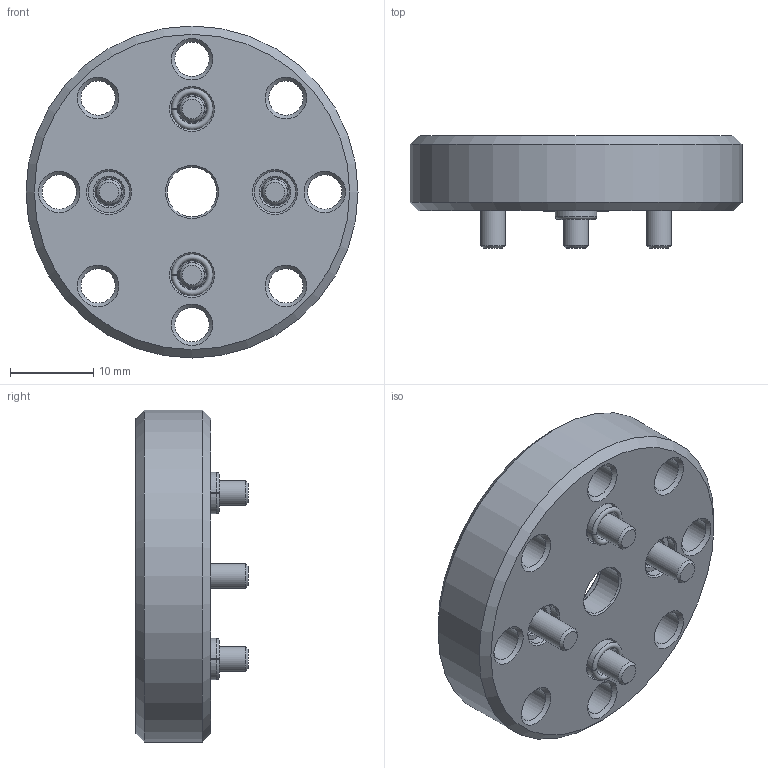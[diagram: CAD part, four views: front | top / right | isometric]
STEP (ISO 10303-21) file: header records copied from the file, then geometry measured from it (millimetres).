
FILE_DESCRIPTION(/* description */ ('STEP AP214'),/* implementation_level */ '2;1');
FILE_NAME(/* name */ '8163621_DARF-Q13-12-1',/* time_stamp */ '2024-08-14T15:17:01+02:00',/* author */ ('License CC BY-ND 4.0'),/* organization */ ('CADENAS'),/* preprocessor_version */ 'ST-DEVELOPER v19.3',/* originating_system */ 'PARTsolutions',/* authorisation */ ' ');
FILE_SCHEMA (('AUTOMOTIVE_DESIGN {1 0 10303 214 3 1 1}'));
Length unit declared in the file: millimetre
Products named in the file (4): 8163621 DARF-Q13-12-1---(400); 8163621 DARF-Q13-12-1---(400p); ISO 14579 M3x8(F); 8146543 ZBH-5-B
Assembly tree (7 placements, depth 2):
  8163621 DARF-Q13-12-1---(400)
    8163621 DARF-Q13-12-1---(400p)
    ISO 14579 M3x8(F)  x4
    8146543 ZBH-5-B  x2
Bounding box: 40 x 13.5 x 40 mm (x, y, z)
Volume: 8302.5 mm3; surface area: 5616.2 mm2
Topology: 7 solids, 7 shells, 218 faces, 499 edges, 305 vertices
Faces by surface type: cylinder 92, cone 80, plane 30, torus 16
Full cylindrical faces by diameter (mm): 3 x4, 3.4 x4, 4.134 x8, 5 x4, 5.5 x4, 6 x1, 40 x1
Entity records: 3335 total; most frequent: CARTESIAN_POINT 657, DIRECTION 564, ORIENTED_EDGE 428, AXIS2_PLACEMENT_3D 262, FACE_BOUND 215, EDGE_CURVE 214, EDGE_LOOP 214, VERTEX_POINT 165
